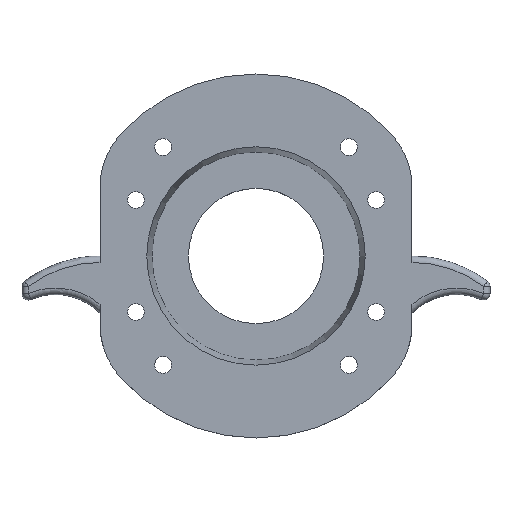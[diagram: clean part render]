
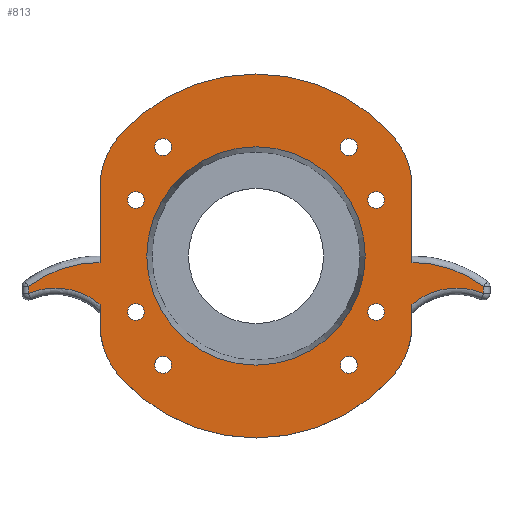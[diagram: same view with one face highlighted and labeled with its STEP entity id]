
A CAD part, top view. The second image highlights one B-rep face of the part: STEP entity #813.
In plain terms, the highlighted planar face has unit normal (0, 0, 1).
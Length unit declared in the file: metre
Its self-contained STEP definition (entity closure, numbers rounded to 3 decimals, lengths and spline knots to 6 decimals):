
#70=LINE('',#1291,#105);
#71=LINE('',#1296,#106);
#72=LINE('',#1300,#107);
#73=LINE('',#1308,#108);
#74=LINE('',#1312,#109);
#75=LINE('',#1316,#110);
#105=VECTOR('',#1018,1.);
#106=VECTOR('',#1021,1.);
#107=VECTOR('',#1024,1.);
#108=VECTOR('',#1031,1.);
#109=VECTOR('',#1034,1.);
#110=VECTOR('',#1037,1.);
#140=ORIENTED_EDGE('',*,*,#372,.F.);
#141=ORIENTED_EDGE('',*,*,#373,.F.);
#142=ORIENTED_EDGE('',*,*,#374,.F.);
#143=ORIENTED_EDGE('',*,*,#375,.F.);
#144=ORIENTED_EDGE('',*,*,#376,.T.);
#145=ORIENTED_EDGE('',*,*,#377,.T.);
#146=ORIENTED_EDGE('',*,*,#378,.T.);
#147=ORIENTED_EDGE('',*,*,#379,.T.);
#148=ORIENTED_EDGE('',*,*,#380,.F.);
#149=ORIENTED_EDGE('',*,*,#381,.T.);
#150=ORIENTED_EDGE('',*,*,#382,.T.);
#151=ORIENTED_EDGE('',*,*,#383,.T.);
#152=ORIENTED_EDGE('',*,*,#384,.T.);
#153=ORIENTED_EDGE('',*,*,#385,.T.);
#154=ORIENTED_EDGE('',*,*,#386,.F.);
#155=ORIENTED_EDGE('',*,*,#387,.T.);
#156=ORIENTED_EDGE('',*,*,#388,.F.);
#157=ORIENTED_EDGE('',*,*,#389,.T.);
#158=ORIENTED_EDGE('',*,*,#390,.T.);
#159=ORIENTED_EDGE('',*,*,#391,.T.);
#160=ORIENTED_EDGE('',*,*,#392,.T.);
#161=ORIENTED_EDGE('',*,*,#393,.T.);
#162=ORIENTED_EDGE('',*,*,#394,.T.);
#163=ORIENTED_EDGE('',*,*,#395,.T.);
#164=ORIENTED_EDGE('',*,*,#396,.T.);
#372=EDGE_CURVE('',#488,#488,#567,.T.);
#373=EDGE_CURVE('',#489,#489,#568,.T.);
#374=EDGE_CURVE('',#490,#490,#569,.T.);
#375=EDGE_CURVE('',#491,#491,#570,.T.);
#376=EDGE_CURVE('',#492,#492,#571,.F.);
#377=EDGE_CURVE('',#493,#493,#572,.F.);
#378=EDGE_CURVE('',#494,#494,#573,.F.);
#379=EDGE_CURVE('',#495,#495,#574,.F.);
#380=EDGE_CURVE('',#496,#497,#70,.T.);
#381=EDGE_CURVE('',#496,#498,#575,.T.);
#382=EDGE_CURVE('',#498,#499,#71,.T.);
#383=EDGE_CURVE('',#499,#500,#576,.F.);
#384=EDGE_CURVE('',#500,#501,#72,.T.);
#385=EDGE_CURVE('',#501,#502,#577,.T.);
#386=EDGE_CURVE('',#503,#502,#578,.F.);
#387=EDGE_CURVE('',#503,#504,#579,.T.);
#388=EDGE_CURVE('',#505,#504,#73,.T.);
#389=EDGE_CURVE('',#505,#506,#580,.F.);
#390=EDGE_CURVE('',#506,#507,#74,.F.);
#391=EDGE_CURVE('',#507,#508,#581,.T.);
#392=EDGE_CURVE('',#508,#509,#75,.T.);
#393=EDGE_CURVE('',#509,#510,#582,.T.);
#394=EDGE_CURVE('',#510,#511,#583,.T.);
#395=EDGE_CURVE('',#511,#497,#584,.T.);
#396=EDGE_CURVE('',#512,#512,#585,.T.);
#488=VERTEX_POINT('',#1276);
#489=VERTEX_POINT('',#1278);
#490=VERTEX_POINT('',#1280);
#491=VERTEX_POINT('',#1282);
#492=VERTEX_POINT('',#1284);
#493=VERTEX_POINT('',#1286);
#494=VERTEX_POINT('',#1288);
#495=VERTEX_POINT('',#1290);
#496=VERTEX_POINT('',#1292);
#497=VERTEX_POINT('',#1293);
#498=VERTEX_POINT('',#1295);
#499=VERTEX_POINT('',#1297);
#500=VERTEX_POINT('',#1299);
#501=VERTEX_POINT('',#1301);
#502=VERTEX_POINT('',#1303);
#503=VERTEX_POINT('',#1305);
#504=VERTEX_POINT('',#1307);
#505=VERTEX_POINT('',#1309);
#506=VERTEX_POINT('',#1311);
#507=VERTEX_POINT('',#1313);
#508=VERTEX_POINT('',#1315);
#509=VERTEX_POINT('',#1317);
#510=VERTEX_POINT('',#1319);
#511=VERTEX_POINT('',#1321);
#512=VERTEX_POINT('',#1324);
#567=CIRCLE('',#880,0.001625);
#568=CIRCLE('',#881,0.001625);
#569=CIRCLE('',#882,0.001625);
#570=CIRCLE('',#883,0.001625);
#571=CIRCLE('',#884,0.0016);
#572=CIRCLE('',#885,0.0016);
#573=CIRCLE('',#886,0.0016);
#574=CIRCLE('',#887,0.0016);
#575=CIRCLE('',#888,0.02275);
#576=CIRCLE('',#889,0.01325);
#577=CIRCLE('',#890,0.015);
#578=CIRCLE('',#891,0.035);
#579=CIRCLE('',#892,0.015);
#580=CIRCLE('',#893,0.01325);
#581=CIRCLE('',#894,0.02275);
#582=CIRCLE('',#895,0.015);
#583=CIRCLE('',#896,0.035);
#584=CIRCLE('',#897,0.015);
#585=CIRCLE('',#898,0.021);
#633=EDGE_LOOP('',(#140));
#634=EDGE_LOOP('',(#141));
#635=EDGE_LOOP('',(#142));
#636=EDGE_LOOP('',(#143));
#637=EDGE_LOOP('',(#144));
#638=EDGE_LOOP('',(#145));
#639=EDGE_LOOP('',(#146));
#640=EDGE_LOOP('',(#147));
#641=EDGE_LOOP('',(#148,#149,#150,#151,#152,#153,#154,#155,#156,#157,#158,
#159,#160,#161,#162,#163));
#642=EDGE_LOOP('',(#164));
#718=FACE_BOUND('',#633,.T.);
#719=FACE_BOUND('',#634,.T.);
#720=FACE_BOUND('',#635,.T.);
#721=FACE_BOUND('',#636,.T.);
#722=FACE_BOUND('',#637,.T.);
#723=FACE_BOUND('',#638,.T.);
#724=FACE_BOUND('',#639,.T.);
#725=FACE_BOUND('',#640,.T.);
#726=FACE_BOUND('',#641,.T.);
#727=FACE_BOUND('',#642,.T.);
#803=PLANE('',#879);
#813=ADVANCED_FACE('',(#718,#719,#720,#721,#722,#723,#724,#725,#726,#727),
#803,.T.);
#879=AXIS2_PLACEMENT_3D('',#1274,#1000,#1001);
#880=AXIS2_PLACEMENT_3D('',#1275,#1002,#1003);
#881=AXIS2_PLACEMENT_3D('',#1277,#1004,#1005);
#882=AXIS2_PLACEMENT_3D('',#1279,#1006,#1007);
#883=AXIS2_PLACEMENT_3D('',#1281,#1008,#1009);
#884=AXIS2_PLACEMENT_3D('',#1283,#1010,#1011);
#885=AXIS2_PLACEMENT_3D('',#1285,#1012,#1013);
#886=AXIS2_PLACEMENT_3D('',#1287,#1014,#1015);
#887=AXIS2_PLACEMENT_3D('',#1289,#1016,#1017);
#888=AXIS2_PLACEMENT_3D('',#1294,#1019,#1020);
#889=AXIS2_PLACEMENT_3D('',#1298,#1022,#1023);
#890=AXIS2_PLACEMENT_3D('',#1302,#1025,#1026);
#891=AXIS2_PLACEMENT_3D('',#1304,#1027,#1028);
#892=AXIS2_PLACEMENT_3D('',#1306,#1029,#1030);
#893=AXIS2_PLACEMENT_3D('',#1310,#1032,#1033);
#894=AXIS2_PLACEMENT_3D('',#1314,#1035,#1036);
#895=AXIS2_PLACEMENT_3D('',#1318,#1038,#1039);
#896=AXIS2_PLACEMENT_3D('',#1320,#1040,#1041);
#897=AXIS2_PLACEMENT_3D('',#1322,#1042,#1043);
#898=AXIS2_PLACEMENT_3D('',#1323,#1044,#1045);
#1000=DIRECTION('',(0.,0.,1.));
#1001=DIRECTION('',(0.,-1.,0.));
#1002=DIRECTION('',(0.,0.,1.));
#1003=DIRECTION('',(0.,-1.,0.));
#1004=DIRECTION('',(0.,0.,1.));
#1005=DIRECTION('',(0.,-1.,0.));
#1006=DIRECTION('',(0.,0.,1.));
#1007=DIRECTION('',(0.,-1.,0.));
#1008=DIRECTION('',(0.,0.,1.));
#1009=DIRECTION('',(0.,-1.,0.));
#1010=DIRECTION('',(0.,0.,1.));
#1011=DIRECTION('',(0.,-1.,0.));
#1012=DIRECTION('',(0.,0.,1.));
#1013=DIRECTION('',(0.,-1.,0.));
#1014=DIRECTION('',(0.,0.,1.));
#1015=DIRECTION('',(0.,-1.,0.));
#1016=DIRECTION('',(0.,0.,1.));
#1017=DIRECTION('',(0.,-1.,0.));
#1018=DIRECTION('',(0.,1.,0.));
#1019=DIRECTION('',(0.,0.,1.));
#1020=DIRECTION('',(0.,-1.,0.));
#1021=DIRECTION('',(0.,-1.,0.));
#1022=DIRECTION('',(0.,0.,1.));
#1023=DIRECTION('',(0.,-1.,0.));
#1024=DIRECTION('',(0.,-1.,0.));
#1025=DIRECTION('',(0.,0.,1.));
#1026=DIRECTION('',(0.,-1.,0.));
#1027=DIRECTION('',(0.,0.,1.));
#1028=DIRECTION('',(0.,-1.,0.));
#1029=DIRECTION('',(0.,0.,1.));
#1030=DIRECTION('',(0.,-1.,0.));
#1031=DIRECTION('',(0.,-1.,0.));
#1032=DIRECTION('',(0.,0.,1.));
#1033=DIRECTION('',(0.,-1.,0.));
#1034=DIRECTION('',(0.,-1.,0.));
#1035=DIRECTION('',(0.,0.,1.));
#1036=DIRECTION('',(0.,-1.,0.));
#1037=DIRECTION('',(0.,1.,0.));
#1038=DIRECTION('',(0.,0.,1.));
#1039=DIRECTION('',(0.,-1.,0.));
#1040=DIRECTION('',(0.,0.,1.));
#1041=DIRECTION('',(0.,-1.,0.));
#1042=DIRECTION('',(0.,0.,1.));
#1043=DIRECTION('',(0.,-1.,0.));
#1044=DIRECTION('',(0.,0.,-1.));
#1045=DIRECTION('',(0.,1.,0.));
#1274=CARTESIAN_POINT('',(0.,-0.0255,0.007));
#1275=CARTESIAN_POINT('',(0.017865,0.020944,0.007));
#1276=CARTESIAN_POINT('',(0.017865,0.019319,0.007));
#1277=CARTESIAN_POINT('',(-0.017865,-0.020944,0.007));
#1278=CARTESIAN_POINT('',(-0.017865,-0.022569,0.007));
#1279=CARTESIAN_POINT('',(0.017865,-0.020944,0.007));
#1280=CARTESIAN_POINT('',(0.017865,-0.022569,0.007));
#1281=CARTESIAN_POINT('',(-0.017865,0.020944,0.007));
#1282=CARTESIAN_POINT('',(-0.017865,0.019319,0.007));
#1283=CARTESIAN_POINT('',(0.023111,-0.010777,0.007));
#1284=CARTESIAN_POINT('',(0.023111,-0.012377,0.007));
#1285=CARTESIAN_POINT('',(-0.023111,0.010777,0.007));
#1286=CARTESIAN_POINT('',(-0.023111,0.009177,0.007));
#1287=CARTESIAN_POINT('',(0.023111,0.010777,0.007));
#1288=CARTESIAN_POINT('',(0.023111,0.009177,0.007));
#1289=CARTESIAN_POINT('',(-0.023111,-0.010777,0.007));
#1290=CARTESIAN_POINT('',(-0.023111,-0.012377,0.007));
#1291=CARTESIAN_POINT('',(-0.03,0.009014,0.007));
#1292=CARTESIAN_POINT('',(-0.03,-0.00125,0.007));
#1293=CARTESIAN_POINT('',(-0.03,0.013229,0.007));
#1294=CARTESIAN_POINT('',(-0.03,-0.024,0.007));
#1295=CARTESIAN_POINT('',(-0.04375,-0.005875,0.007));
#1296=CARTESIAN_POINT('',(-0.04375,-0.009265,0.007));
#1297=CARTESIAN_POINT('',(-0.04375,-0.007205,0.007));
#1298=CARTESIAN_POINT('',(-0.038588,-0.019409,0.007));
#1299=CARTESIAN_POINT('',(-0.03,-0.009319,0.007));
#1300=CARTESIAN_POINT('',(-0.03,-0.014528,0.007));
#1301=CARTESIAN_POINT('',(-0.03,-0.013229,0.007));
#1302=CARTESIAN_POINT('',(-0.015,-0.013229,0.007));
#1303=CARTESIAN_POINT('',(-0.02625,-0.02315,0.007));
#1304=CARTESIAN_POINT('',(0.,0.,0.007));
#1305=CARTESIAN_POINT('',(0.02625,-0.02315,0.007));
#1306=CARTESIAN_POINT('',(0.015,-0.013229,0.007));
#1307=CARTESIAN_POINT('',(0.03,-0.013229,0.007));
#1308=CARTESIAN_POINT('',(0.03,-0.014528,0.007));
#1309=CARTESIAN_POINT('',(0.03,-0.009319,0.007));
#1310=CARTESIAN_POINT('',(0.038588,-0.019409,0.007));
#1311=CARTESIAN_POINT('',(0.04375,-0.007205,0.007));
#1312=CARTESIAN_POINT('',(0.04375,-0.0255,0.007));
#1313=CARTESIAN_POINT('',(0.04375,-0.005875,0.007));
#1314=CARTESIAN_POINT('',(0.03,-0.024,0.007));
#1315=CARTESIAN_POINT('',(0.03,-0.00125,0.007));
#1316=CARTESIAN_POINT('',(0.03,0.009014,0.007));
#1317=CARTESIAN_POINT('',(0.03,0.013229,0.007));
#1318=CARTESIAN_POINT('',(0.015,0.013229,0.007));
#1319=CARTESIAN_POINT('',(0.02625,0.02315,0.007));
#1320=CARTESIAN_POINT('',(0.,0.,0.007));
#1321=CARTESIAN_POINT('',(-0.02625,0.02315,0.007));
#1322=CARTESIAN_POINT('',(-0.015,0.013229,0.007));
#1323=CARTESIAN_POINT('',(0.,0.,0.007));
#1324=CARTESIAN_POINT('',(0.,0.021,0.007));
